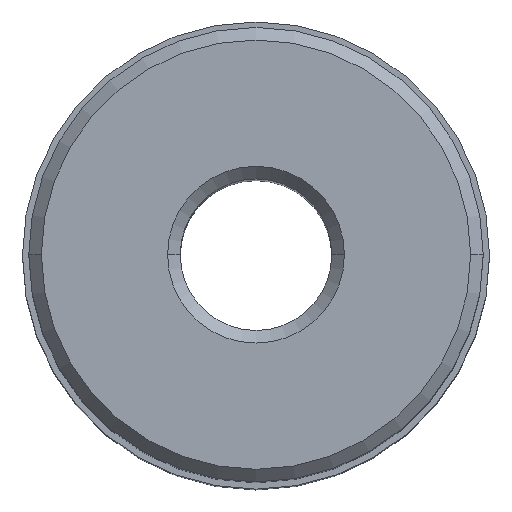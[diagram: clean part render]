
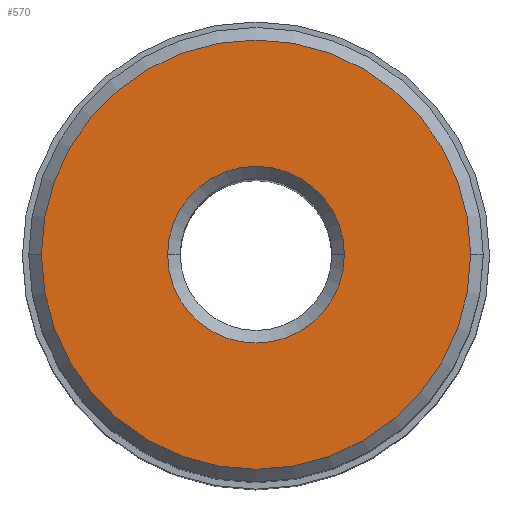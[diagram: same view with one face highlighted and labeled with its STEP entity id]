
A CAD part, top view. The second image highlights one B-rep face of the part: STEP entity #570.
In plain terms, the highlighted planar face has unit normal (0, 0, 1).
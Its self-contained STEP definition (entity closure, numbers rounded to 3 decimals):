
#8 = AXIS2_PLACEMENT_3D ( 'NONE', #435, #56, #575 ) ;
#43 = ORIENTED_EDGE ( 'NONE', *, *, #350, .T. ) ;
#56 = DIRECTION ( 'NONE',  ( 0., 0., 1. ) ) ;
#58 = FACE_OUTER_BOUND ( 'NONE', #601, .T. ) ;
#62 = AXIS2_PLACEMENT_3D ( 'NONE', #588, #333, #98 ) ;
#77 = CARTESIAN_POINT ( 'NONE',  ( 0., 0., 80.2 ) ) ;
#84 = CARTESIAN_POINT ( 'NONE',  ( -17., 0., 80.2 ) ) ;
#91 = EDGE_LOOP ( 'NONE', ( #605, #248 ) ) ;
#98 = DIRECTION ( 'NONE',  ( 1., 0., 0. ) ) ;
#138 = VERTEX_POINT ( 'NONE', #426 ) ;
#149 = AXIS2_PLACEMENT_3D ( 'NONE', #77, #355, #221 ) ;
#150 = CIRCLE ( 'NONE', #8, 17. ) ;
#164 = CARTESIAN_POINT ( 'NONE',  ( 0., 0., 80.2 ) ) ;
#173 = EDGE_CURVE ( 'NONE', #546, #138, #371, .T. ) ;
#179 = AXIS2_PLACEMENT_3D ( 'NONE', #535, #240, #190 ) ;
#190 = DIRECTION ( 'NONE',  ( 1., 0., 0. ) ) ;
#192 = PLANE ( 'NONE',  #62 ) ;
#200 = VERTEX_POINT ( 'NONE', #369 ) ;
#207 = CIRCLE ( 'NONE', #149, 17. ) ;
#211 = EDGE_CURVE ( 'NONE', #200, #427, #150, .T. ) ;
#221 = DIRECTION ( 'NONE',  ( 1., 0., 0. ) ) ;
#239 = FACE_BOUND ( 'NONE', #91, .T. ) ;
#240 = DIRECTION ( 'NONE',  ( 0., 0., -1. ) ) ;
#248 = ORIENTED_EDGE ( 'NONE', *, *, #173, .T. ) ;
#273 = AXIS2_PLACEMENT_3D ( 'NONE', #164, #559, #616 ) ;
#292 = CARTESIAN_POINT ( 'NONE',  ( -7., 0., 80.2 ) ) ;
#295 = CIRCLE ( 'NONE', #273, 7. ) ;
#301 = EDGE_CURVE ( 'NONE', #138, #546, #295, .T. ) ;
#305 = ORIENTED_EDGE ( 'NONE', *, *, #211, .T. ) ;
#333 = DIRECTION ( 'NONE',  ( 0., 0., 1. ) ) ;
#350 = EDGE_CURVE ( 'NONE', #427, #200, #207, .T. ) ;
#355 = DIRECTION ( 'NONE',  ( 0., 0., 1. ) ) ;
#369 = CARTESIAN_POINT ( 'NONE',  ( 17., 0., 80.2 ) ) ;
#371 = CIRCLE ( 'NONE', #179, 7. ) ;
#426 = CARTESIAN_POINT ( 'NONE',  ( 7., 0., 80.2 ) ) ;
#427 = VERTEX_POINT ( 'NONE', #84 ) ;
#435 = CARTESIAN_POINT ( 'NONE',  ( 0., 0., 80.2 ) ) ;
#535 = CARTESIAN_POINT ( 'NONE',  ( 0., 0., 80.2 ) ) ;
#546 = VERTEX_POINT ( 'NONE', #292 ) ;
#559 = DIRECTION ( 'NONE',  ( 0., 0., -1. ) ) ;
#570 = ADVANCED_FACE ( 'NONE', ( #58, #239 ), #192, .T. ) ;
#575 = DIRECTION ( 'NONE',  ( 1., 0., 0. ) ) ;
#588 = CARTESIAN_POINT ( 'NONE',  ( 0., 0., 80.2 ) ) ;
#601 = EDGE_LOOP ( 'NONE', ( #43, #305 ) ) ;
#605 = ORIENTED_EDGE ( 'NONE', *, *, #301, .T. ) ;
#616 = DIRECTION ( 'NONE',  ( 1., 0., 0. ) ) ;
